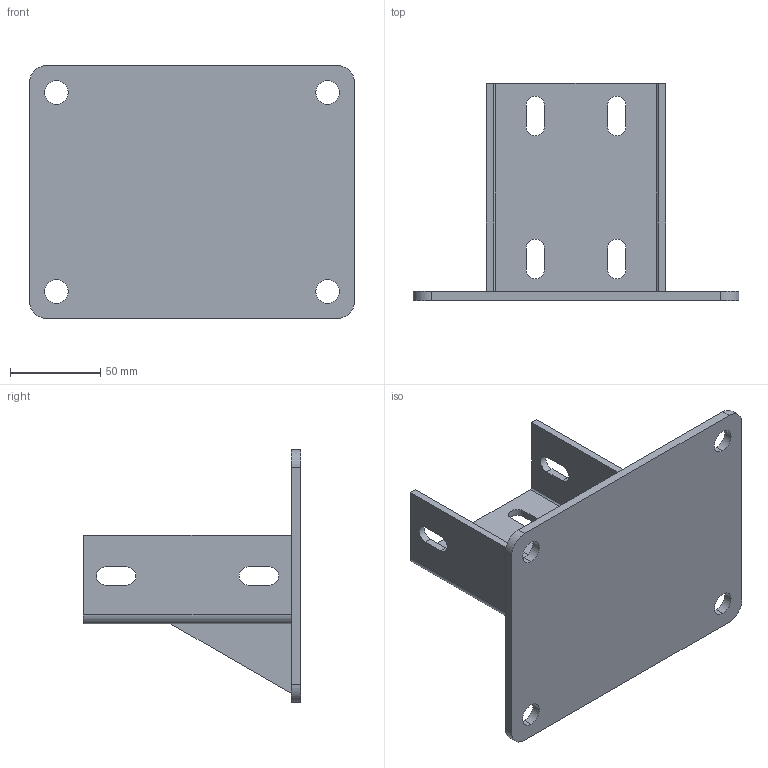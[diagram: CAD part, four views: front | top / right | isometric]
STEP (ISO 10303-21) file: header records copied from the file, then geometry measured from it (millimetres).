
FILE_DESCRIPTION (( 'STEP AP203' ), '1' );
FILE_NAME ('ALF-FS-G4590.step', '2024-08-16T12:38:16', ( '' ), ( '' ), 'SwSTEP 2.0', 'SolidWorks 2022', '' );
FILE_SCHEMA (( 'CONFIG_CONTROL_DESIGN' ));
Length unit declared in the file: millimetre
Products named in the file (1): ALF-FS-G4590
Bounding box: 180 x 120 x 140 mm (x, y, z)
Volume: 207452.9 mm3; surface area: 97946.4 mm2
Topology: 1 solids, 1 shells, 66 faces, 189 edges, 126 vertices
Faces by surface type: plane 34, cylinder 32
Entity records: 2302 total; most frequent: DIRECTION 387, CARTESIAN_POINT 382, ORIENTED_EDGE 378, EDGE_CURVE 189, AXIS2_PLACEMENT_3D 131, VERTEX_POINT 126, LINE 125, VECTOR 125
